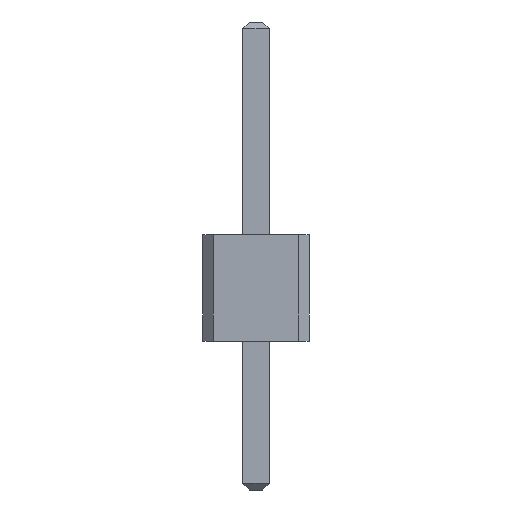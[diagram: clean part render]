
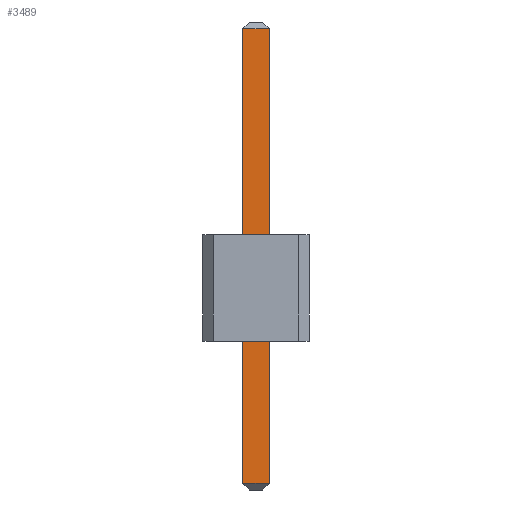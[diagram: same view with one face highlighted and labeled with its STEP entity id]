
A CAD part, front view. The second image highlights one B-rep face of the part: STEP entity #3489.
In plain terms, the highlighted planar face has unit normal (0, -1, 0).
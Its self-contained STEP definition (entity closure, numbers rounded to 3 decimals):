
#13=DIRECTION('',(0.,0.,1.));
#27=VECTOR('',#13,1.);
#67=DIRECTION('',(1.,0.,0.));
#1637=VECTOR('',#67,1.);
#1648=DIRECTION('',(0.,1.,0.));
#3466=EDGE_CURVE('',#3467,#3469,#3471,.T.);
#3467=VERTEX_POINT('',#3468);
#3468=CARTESIAN_POINT('',(-0.25,-54.25,-2.675));
#3469=VERTEX_POINT('',#3470);
#3470=CARTESIAN_POINT('',(-0.25,-54.25,5.875));
#3471=LINE('',#3472,#27);
#3472=CARTESIAN_POINT('',(-0.25,-54.25,-2.8));
#3489=ADVANCED_FACE('',(#3490),#3507,.F.);
#3490=FACE_BOUND('',#3491,.F.);
#3491=EDGE_LOOP('',(#3492,#3500,#3503,#3504));
#3492=ORIENTED_EDGE('',*,*,#3493,.F.);
#3493=EDGE_CURVE('',#3494,#3496,#3498,.T.);
#3494=VERTEX_POINT('',#3495);
#3495=CARTESIAN_POINT('',(0.25,-54.25,-2.675));
#3496=VERTEX_POINT('',#3497);
#3497=CARTESIAN_POINT('',(0.25,-54.25,5.875));
#3498=LINE('',#3499,#27);
#3499=CARTESIAN_POINT('',(0.25,-54.25,-2.8));
#3500=ORIENTED_EDGE('',*,*,#3501,.F.);
#3501=EDGE_CURVE('',#3467,#3494,#3502,.T.);
#3502=LINE('',#3468,#1637);
#3503=ORIENTED_EDGE('',*,*,#3466,.T.);
#3504=ORIENTED_EDGE('',*,*,#3505,.T.);
#3505=EDGE_CURVE('',#3469,#3496,#3506,.T.);
#3506=LINE('',#3470,#1637);
#3507=PLANE('',#3508);
#3508=AXIS2_PLACEMENT_3D('',#3472,#1648,#13);
